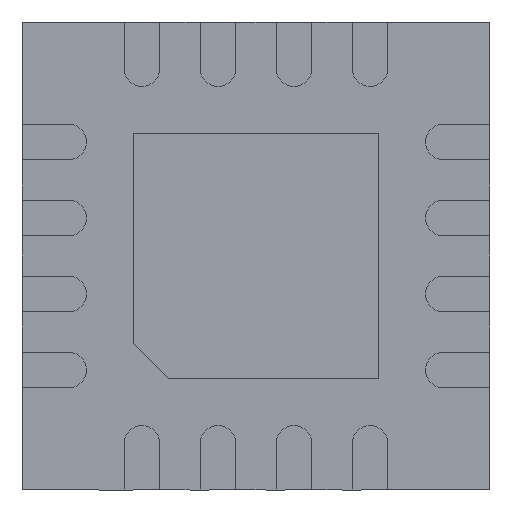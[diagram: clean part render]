
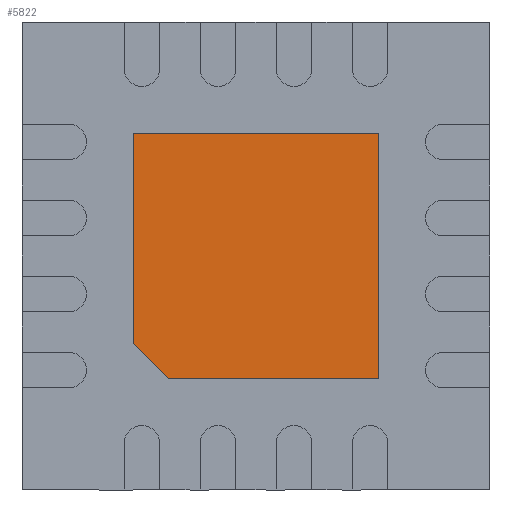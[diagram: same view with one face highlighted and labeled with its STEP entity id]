
A CAD part, front view. The second image highlights one B-rep face of the part: STEP entity #5822.
In plain terms, the highlighted planar face has unit normal (0, -1, 0).
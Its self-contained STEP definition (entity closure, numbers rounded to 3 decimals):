
#23 = FACE_OUTER_BOUND ( 'NONE', #5299, .T. ) ;
#77 = DIRECTION ( 'NONE',  ( 0.707, 0., -0.707 ) ) ;
#198 = VERTEX_POINT ( 'NONE', #6118 ) ;
#232 = EDGE_CURVE ( 'NONE', #198, #3405, #2547, .T. ) ;
#315 = ORIENTED_EDGE ( 'NONE', *, *, #232, .T. ) ;
#448 = LINE ( 'NONE', #649, #3748 ) ;
#649 = CARTESIAN_POINT ( 'NONE',  ( 1.05, 0., -1.05 ) ) ;
#1049 = VECTOR ( 'NONE', #2747, 1000. ) ;
#1135 = AXIS2_PLACEMENT_3D ( 'NONE', #5232, #1911, #5259 ) ;
#1761 = DIRECTION ( 'NONE',  ( -1., 0., 0. ) ) ;
#1815 = EDGE_CURVE ( 'NONE', #4002, #198, #448, .T. ) ;
#1911 = DIRECTION ( 'NONE',  ( 0., -1., 0. ) ) ;
#1942 = VECTOR ( 'NONE', #1761, 1000. ) ;
#1998 = DIRECTION ( 'NONE',  ( 1., 0., 0. ) ) ;
#2145 = VERTEX_POINT ( 'NONE', #4617 ) ;
#2147 = CARTESIAN_POINT ( 'NONE',  ( -1.05, 0., -0.75 ) ) ;
#2165 = ORIENTED_EDGE ( 'NONE', *, *, #4609, .T. ) ;
#2544 = VECTOR ( 'NONE', #77, 1000. ) ;
#2547 = LINE ( 'NONE', #6666, #1942 ) ;
#2690 = ORIENTED_EDGE ( 'NONE', *, *, #1815, .T. ) ;
#2747 = DIRECTION ( 'NONE',  ( 0., 0., -1. ) ) ;
#2879 = LINE ( 'NONE', #5100, #2544 ) ;
#2905 = VERTEX_POINT ( 'NONE', #3166 ) ;
#2980 = CARTESIAN_POINT ( 'NONE',  ( 1.05, 0., -1.05 ) ) ;
#3166 = CARTESIAN_POINT ( 'NONE',  ( -1.05, 0., -0.75 ) ) ;
#3405 = VERTEX_POINT ( 'NONE', #4694 ) ;
#3426 = DIRECTION ( 'NONE',  ( 0., 0., 1. ) ) ;
#3748 = VECTOR ( 'NONE', #3426, 1000. ) ;
#4002 = VERTEX_POINT ( 'NONE', #5910 ) ;
#4244 = EDGE_CURVE ( 'NONE', #2145, #4002, #6506, .T. ) ;
#4250 = LINE ( 'NONE', #2147, #1049 ) ;
#4568 = ORIENTED_EDGE ( 'NONE', *, *, #4969, .T. ) ;
#4609 = EDGE_CURVE ( 'NONE', #2905, #2145, #2879, .T. ) ;
#4617 = CARTESIAN_POINT ( 'NONE',  ( -0.75, 0., -1.05 ) ) ;
#4661 = PLANE ( 'NONE',  #1135 ) ;
#4694 = CARTESIAN_POINT ( 'NONE',  ( -1.05, 0., 1.05 ) ) ;
#4726 = ORIENTED_EDGE ( 'NONE', *, *, #4244, .T. ) ;
#4969 = EDGE_CURVE ( 'NONE', #3405, #2905, #4250, .T. ) ;
#5100 = CARTESIAN_POINT ( 'NONE',  ( -0.75, 0., -1.05 ) ) ;
#5232 = CARTESIAN_POINT ( 'NONE',  ( 0., 0., 0. ) ) ;
#5259 = DIRECTION ( 'NONE',  ( 0., 0., -1. ) ) ;
#5299 = EDGE_LOOP ( 'NONE', ( #4568, #2165, #4726, #2690, #315 ) ) ;
#5822 = ADVANCED_FACE ( 'NONE', ( #23 ), #4661, .T. ) ;
#5910 = CARTESIAN_POINT ( 'NONE',  ( 1.05, 0., -1.05 ) ) ;
#6118 = CARTESIAN_POINT ( 'NONE',  ( 1.05, 0., 1.05 ) ) ;
#6506 = LINE ( 'NONE', #2980, #6764 ) ;
#6666 = CARTESIAN_POINT ( 'NONE',  ( 1.05, 0., 1.05 ) ) ;
#6764 = VECTOR ( 'NONE', #1998, 1000. ) ;
